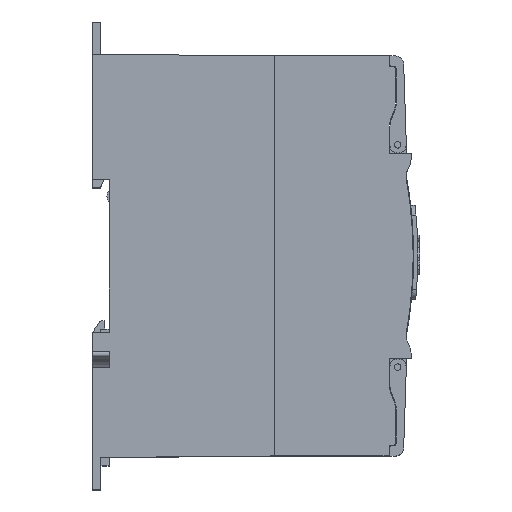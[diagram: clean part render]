
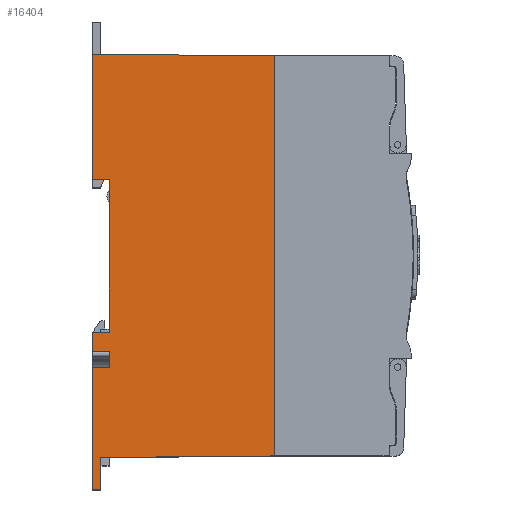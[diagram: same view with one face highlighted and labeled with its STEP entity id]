
A CAD part, top view. The second image highlights one B-rep face of the part: STEP entity #16404.
In plain terms, the highlighted face is planar.
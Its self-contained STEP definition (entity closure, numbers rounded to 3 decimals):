
#16 = CARTESIAN_POINT ( 'NONE',  ( 0., -7.63, -42.8 ) ) ;
#760 = ORIENTED_EDGE ( 'NONE', *, *, #2130, .F. ) ;
#1239 = DIRECTION ( 'NONE',  ( -1., 0., 0. ) ) ;
#1522 = CARTESIAN_POINT ( 'NONE',  ( 0., 0., -38.8 ) ) ;
#1672 = FACE_OUTER_BOUND ( 'NONE', #23673, .T. ) ;
#1688 = EDGE_CURVE ( 'NONE', #26251, #2587, #14673, .T. ) ;
#2075 = VERTEX_POINT ( 'NONE', #28903 ) ;
#2130 = EDGE_CURVE ( 'NONE', #35238, #26251, #19934, .T. ) ;
#2263 = DIRECTION ( 'NONE',  ( 0., 0., 1. ) ) ;
#2320 = DIRECTION ( 'NONE',  ( 0., -1., 0. ) ) ;
#2526 = CARTESIAN_POINT ( 'NONE',  ( 0., 65.34, -38.8 ) ) ;
#2587 = VERTEX_POINT ( 'NONE', #2526 ) ;
#2601 = CARTESIAN_POINT ( 'NONE',  ( 0., 65.34, -42.8 ) ) ;
#2663 = CARTESIAN_POINT ( 'NONE',  ( 0., 0., -38.8 ) ) ;
#2747 = EDGE_CURVE ( 'NONE', #36808, #28646, #22506, .T. ) ;
#2895 = EDGE_CURVE ( 'NONE', #8683, #24327, #13563, .T. ) ;
#3318 = EDGE_CURVE ( 'NONE', #24327, #28646, #7647, .T. ) ;
#3428 = VECTOR ( 'NONE', #28528, 1000. ) ;
#4194 = CARTESIAN_POINT ( 'NONE',  ( 0., 94.767, -42.8 ) ) ;
#4542 = CARTESIAN_POINT ( 'NONE',  ( 0., 24.97, -42.8 ) ) ;
#4605 = VECTOR ( 'NONE', #27047, 1000. ) ;
#4729 = ORIENTED_EDGE ( 'NONE', *, *, #13613, .T. ) ;
#4833 = CARTESIAN_POINT ( 'NONE',  ( 0., 21.07, -42.8 ) ) ;
#5077 = CARTESIAN_POINT ( 'NONE',  ( 0., -7.63, -40.9 ) ) ;
#5529 = LINE ( 'NONE', #4542, #27573 ) ;
#5640 = CARTESIAN_POINT ( 'NONE',  ( 0., -7.63, -40.9 ) ) ;
#5777 = CARTESIAN_POINT ( 'NONE',  ( 0., 24.97, -42.8 ) ) ;
#5846 = VECTOR ( 'NONE', #10228, 1000. ) ;
#6687 = VERTEX_POINT ( 'NONE', #22667 ) ;
#6876 = LINE ( 'NONE', #7923, #28894 ) ;
#6940 = CARTESIAN_POINT ( 'NONE',  ( 0., 29.44, -42.8 ) ) ;
#7647 = LINE ( 'NONE', #27836, #22937 ) ;
#7703 = DIRECTION ( 'NONE',  ( 0., -1., 0. ) ) ;
#7923 = CARTESIAN_POINT ( 'NONE',  ( 0., 21.07, -42.8 ) ) ;
#8683 = VERTEX_POINT ( 'NONE', #4194 ) ;
#8807 = CARTESIAN_POINT ( 'NONE',  ( 0., -0.017, -42.8 ) ) ;
#10228 = DIRECTION ( 'NONE',  ( 0., -0.009, 1. ) ) ;
#10235 = VERTEX_POINT ( 'NONE', #16118 ) ;
#11061 = ORIENTED_EDGE ( 'NONE', *, *, #2747, .T. ) ;
#11382 = DIRECTION ( 'NONE',  ( 0., 1., 0. ) ) ;
#11680 = VECTOR ( 'NONE', #11382, 1000. ) ;
#11991 = VECTOR ( 'NONE', #37235, 1000. ) ;
#12000 = ORIENTED_EDGE ( 'NONE', *, *, #3318, .F. ) ;
#12871 = EDGE_CURVE ( 'NONE', #2587, #6687, #15929, .T. ) ;
#12881 = AXIS2_PLACEMENT_3D ( 'NONE', #22929, #1239, #20205 ) ;
#13051 = VECTOR ( 'NONE', #17460, 1000. ) ;
#13286 = DIRECTION ( 'NONE',  ( 0., 0., -1. ) ) ;
#13563 = LINE ( 'NONE', #27402, #5846 ) ;
#13613 = EDGE_CURVE ( 'NONE', #35238, #30800, #21658, .T. ) ;
#14673 = LINE ( 'NONE', #1522, #36566 ) ;
#15375 = VERTEX_POINT ( 'NONE', #32078 ) ;
#15411 = CARTESIAN_POINT ( 'NONE',  ( 0., 0., -42.8 ) ) ;
#15542 = CARTESIAN_POINT ( 'NONE',  ( 0., 0.357, 0. ) ) ;
#15672 = VERTEX_POINT ( 'NONE', #5077 ) ;
#15829 = VECTOR ( 'NONE', #28765, 1000. ) ;
#15929 = LINE ( 'NONE', #2601, #23539 ) ;
#16118 = CARTESIAN_POINT ( 'NONE',  ( 0., 24.97, -38.8 ) ) ;
#16404 = ADVANCED_FACE ( 'NONE', ( #1672 ), #28706, .T. ) ;
#16479 = ORIENTED_EDGE ( 'NONE', *, *, #2895, .F. ) ;
#17144 = CARTESIAN_POINT ( 'NONE',  ( 0., 0., -42.8 ) ) ;
#17350 = ORIENTED_EDGE ( 'NONE', *, *, #22571, .T. ) ;
#17460 = DIRECTION ( 'NONE',  ( 0., 0., 1. ) ) ;
#18388 = ORIENTED_EDGE ( 'NONE', *, *, #1688, .F. ) ;
#19581 = CARTESIAN_POINT ( 'NONE',  ( 0., 0., -42.8 ) ) ;
#19934 = LINE ( 'NONE', #27007, #4605 ) ;
#20205 = DIRECTION ( 'NONE',  ( 0., 0., 1. ) ) ;
#20222 = LINE ( 'NONE', #2663, #11680 ) ;
#20558 = LINE ( 'NONE', #5640, #11991 ) ;
#20610 = LINE ( 'NONE', #15411, #35843 ) ;
#20662 = LINE ( 'NONE', #16, #13051 ) ;
#21561 = CARTESIAN_POINT ( 'NONE',  ( 0., 94.393, 0. ) ) ;
#21658 = LINE ( 'NONE', #19581, #36831 ) ;
#21817 = ORIENTED_EDGE ( 'NONE', *, *, #28975, .F. ) ;
#22506 = LINE ( 'NONE', #8807, #15829 ) ;
#22571 = EDGE_CURVE ( 'NONE', #8683, #6687, #20610, .T. ) ;
#22667 = CARTESIAN_POINT ( 'NONE',  ( 0., 65.34, -42.8 ) ) ;
#22780 = EDGE_CURVE ( 'NONE', #30121, #15375, #33080, .T. ) ;
#22929 = CARTESIAN_POINT ( 'NONE',  ( 0., 0., -42.8 ) ) ;
#22937 = VECTOR ( 'NONE', #7703, 1000. ) ;
#23241 = ORIENTED_EDGE ( 'NONE', *, *, #22780, .T. ) ;
#23539 = VECTOR ( 'NONE', #25604, 1000. ) ;
#23673 = EDGE_LOOP ( 'NONE', ( #25467, #31254, #21817, #23241, #27669, #28743, #11061, #12000, #16479, #17350, #29922, #18388, #760, #4729 ) ) ;
#24327 = VERTEX_POINT ( 'NONE', #21561 ) ;
#25202 = EDGE_CURVE ( 'NONE', #15375, #15672, #20662, .T. ) ;
#25467 = ORIENTED_EDGE ( 'NONE', *, *, #28769, .F. ) ;
#25604 = DIRECTION ( 'NONE',  ( 0., 0., -1. ) ) ;
#26251 = VERTEX_POINT ( 'NONE', #28076 ) ;
#27007 = CARTESIAN_POINT ( 'NONE',  ( 0., 29.44, -42.8 ) ) ;
#27047 = DIRECTION ( 'NONE',  ( 0., 0., 1. ) ) ;
#27402 = CARTESIAN_POINT ( 'NONE',  ( 0., 94.75, -40.9 ) ) ;
#27573 = VECTOR ( 'NONE', #13286, 1000. ) ;
#27669 = ORIENTED_EDGE ( 'NONE', *, *, #25202, .T. ) ;
#27836 = CARTESIAN_POINT ( 'NONE',  ( 0., 0., 0. ) ) ;
#28076 = CARTESIAN_POINT ( 'NONE',  ( 0., 29.44, -38.8 ) ) ;
#28528 = DIRECTION ( 'NONE',  ( 0., -1., 0. ) ) ;
#28646 = VERTEX_POINT ( 'NONE', #15542 ) ;
#28706 = PLANE ( 'NONE',  #12881 ) ;
#28743 = ORIENTED_EDGE ( 'NONE', *, *, #35521, .T. ) ;
#28765 = DIRECTION ( 'NONE',  ( 0., 0.009, 1. ) ) ;
#28769 = EDGE_CURVE ( 'NONE', #10235, #30800, #5529, .T. ) ;
#28894 = VECTOR ( 'NONE', #2263, 1000. ) ;
#28903 = CARTESIAN_POINT ( 'NONE',  ( 0., 21.07, -38.8 ) ) ;
#28975 = EDGE_CURVE ( 'NONE', #30121, #2075, #6876, .T. ) ;
#29922 = ORIENTED_EDGE ( 'NONE', *, *, #12871, .F. ) ;
#30121 = VERTEX_POINT ( 'NONE', #4833 ) ;
#30297 = EDGE_CURVE ( 'NONE', #2075, #10235, #20222, .T. ) ;
#30800 = VERTEX_POINT ( 'NONE', #5777 ) ;
#31254 = ORIENTED_EDGE ( 'NONE', *, *, #30297, .F. ) ;
#32078 = CARTESIAN_POINT ( 'NONE',  ( 0., -7.63, -42.8 ) ) ;
#33080 = LINE ( 'NONE', #17144, #3428 ) ;
#33892 = DIRECTION ( 'NONE',  ( 0., 1., 0. ) ) ;
#34454 = CARTESIAN_POINT ( 'NONE',  ( 0., 0., -40.9 ) ) ;
#35238 = VERTEX_POINT ( 'NONE', #6940 ) ;
#35440 = DIRECTION ( 'NONE',  ( 0., -1., 0. ) ) ;
#35521 = EDGE_CURVE ( 'NONE', #15672, #36808, #20558, .T. ) ;
#35843 = VECTOR ( 'NONE', #35440, 1000. ) ;
#36566 = VECTOR ( 'NONE', #33892, 1000. ) ;
#36808 = VERTEX_POINT ( 'NONE', #34454 ) ;
#36831 = VECTOR ( 'NONE', #2320, 1000. ) ;
#37235 = DIRECTION ( 'NONE',  ( 0., 1., 0. ) ) ;
